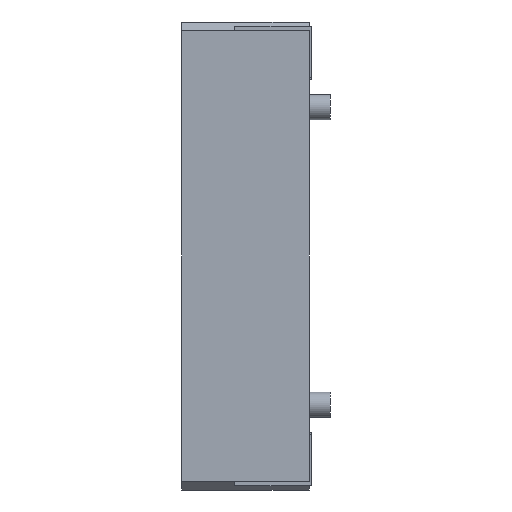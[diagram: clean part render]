
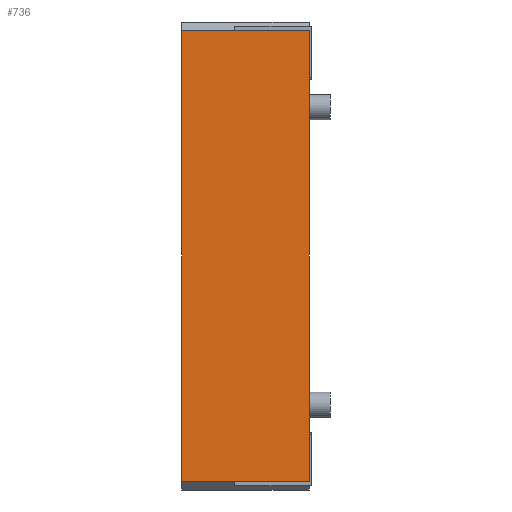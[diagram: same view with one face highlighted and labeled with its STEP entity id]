
A CAD part, left-side view. The second image highlights one B-rep face of the part: STEP entity #736.
In plain terms, the highlighted planar face has unit normal (-1, 0, 0).
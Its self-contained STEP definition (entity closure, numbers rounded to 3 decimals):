
#60 = VECTOR ( 'NONE', #1074, 1000. ) ;
#65 = LINE ( 'NONE', #1348, #60 ) ;
#112 = LINE ( 'NONE', #757, #124 ) ;
#124 = VECTOR ( 'NONE', #605, 1000. ) ;
#181 = EDGE_CURVE ( 'NONE', #991, #1335, #112, .T. ) ;
#257 = CARTESIAN_POINT ( 'NONE',  ( -7., 0., 5.3 ) ) ;
#314 = EDGE_CURVE ( 'NONE', #991, #623, #65, .T. ) ;
#485 = DIRECTION ( 'NONE',  ( 0., 0., -1. ) ) ;
#525 = AXIS2_PLACEMENT_3D ( 'NONE', #1688, #1555, #1408 ) ;
#570 = DIRECTION ( 'NONE',  ( 0., -1., 0. ) ) ;
#605 = DIRECTION ( 'NONE',  ( 0., 0., -1. ) ) ;
#623 = VERTEX_POINT ( 'NONE', #257 ) ;
#736 = ADVANCED_FACE ( 'NONE', ( #1649 ), #1820, .T. ) ;
#737 = ORIENTED_EDGE ( 'NONE', *, *, #1450, .F. ) ;
#743 = ORIENTED_EDGE ( 'NONE', *, *, #314, .F. ) ;
#757 = CARTESIAN_POINT ( 'NONE',  ( -7., 3., 0. ) ) ;
#822 = ORIENTED_EDGE ( 'NONE', *, *, #181, .T. ) ;
#823 = ORIENTED_EDGE ( 'NONE', *, *, #1939, .T. ) ;
#907 = CARTESIAN_POINT ( 'NONE',  ( -7., 0., -5.3 ) ) ;
#991 = VERTEX_POINT ( 'NONE', #1699 ) ;
#1074 = DIRECTION ( 'NONE',  ( 0., -1., 0. ) ) ;
#1307 = VECTOR ( 'NONE', #570, 1000. ) ;
#1335 = VERTEX_POINT ( 'NONE', #1869 ) ;
#1348 = CARTESIAN_POINT ( 'NONE',  ( -7., 3., 5.3 ) ) ;
#1408 = DIRECTION ( 'NONE',  ( 0., 0., 1. ) ) ;
#1450 = EDGE_CURVE ( 'NONE', #623, #1654, #1666, .T. ) ;
#1480 = CARTESIAN_POINT ( 'NONE',  ( -7., 0., 0. ) ) ;
#1547 = VECTOR ( 'NONE', #485, 1000. ) ;
#1555 = DIRECTION ( 'NONE',  ( -1., 0., 0. ) ) ;
#1610 = EDGE_LOOP ( 'NONE', ( #737, #743, #822, #823 ) ) ;
#1649 = FACE_OUTER_BOUND ( 'NONE', #1610, .T. ) ;
#1654 = VERTEX_POINT ( 'NONE', #907 ) ;
#1666 = LINE ( 'NONE', #1480, #1547 ) ;
#1688 = CARTESIAN_POINT ( 'NONE',  ( -7., 3., 0. ) ) ;
#1699 = CARTESIAN_POINT ( 'NONE',  ( -7., 3., 5.3 ) ) ;
#1820 = PLANE ( 'NONE',  #525 ) ;
#1869 = CARTESIAN_POINT ( 'NONE',  ( -7., 3., -5.3 ) ) ;
#1939 = EDGE_CURVE ( 'NONE', #1335, #1654, #2048, .T. ) ;
#1942 = CARTESIAN_POINT ( 'NONE',  ( -7., 3., -5.3 ) ) ;
#2048 = LINE ( 'NONE', #1942, #1307 ) ;
